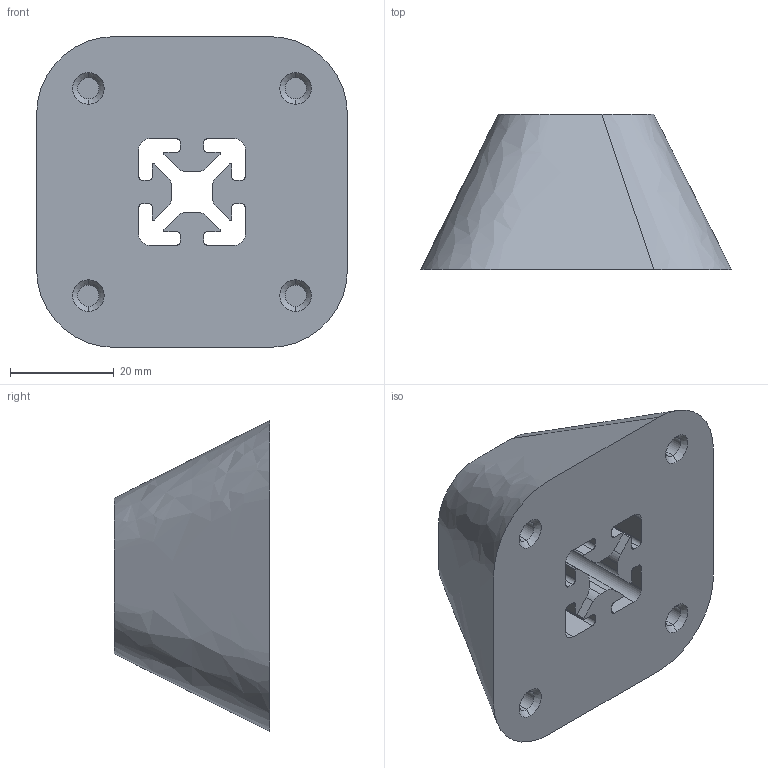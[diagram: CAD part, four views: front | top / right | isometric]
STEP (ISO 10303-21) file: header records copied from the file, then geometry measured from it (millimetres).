
FILE_DESCRIPTION (( 'STEP AP203' ), '1' );
FILE_NAME ('Base Support.STEP', '2023-07-10T11:02:25', ( '' ), ( '' ), 'SwSTEP 2.0', 'SolidWorks 2023', '' );
FILE_SCHEMA (( 'CONFIG_CONTROL_DESIGN' ));
Length unit declared in the file: millimetre
Products named in the file (1): Base Support
Bounding box: 60 x 30 x 60 mm (x, y, z)
Volume: 51035.9 mm3; surface area: 14177.7 mm2
Topology: 1 solids, 1 shells, 98 faces, 280 edges, 188 vertices
Faces by surface type: cylinder 46, plane 42, cone 8, bspline 2
Entity records: 3547 total; most frequent: CARTESIAN_POINT 799, DIRECTION 580, ORIENTED_EDGE 560, EDGE_CURVE 280, AXIS2_PLACEMENT_3D 205, VERTEX_POINT 188, LINE 170, VECTOR 170
